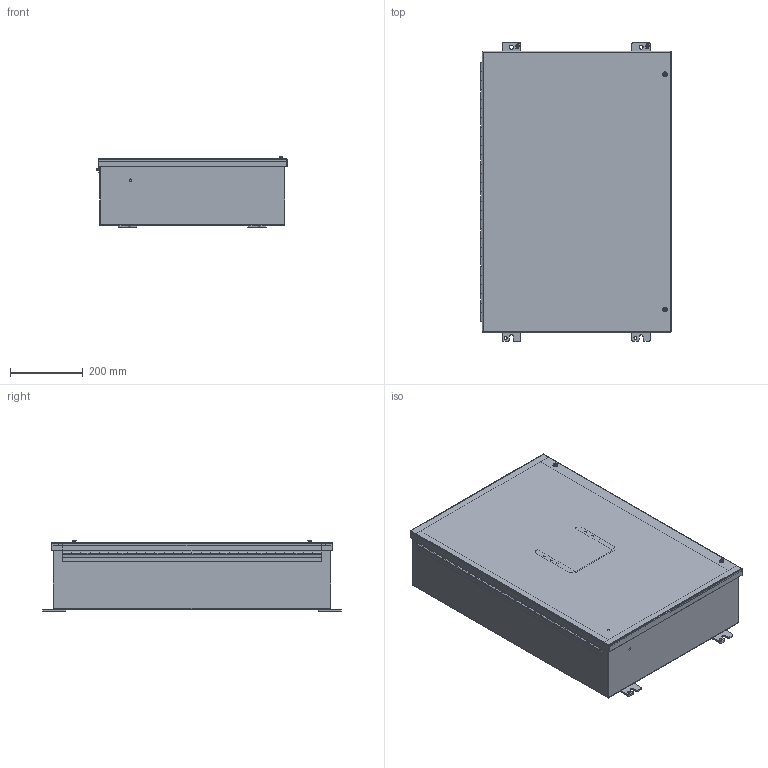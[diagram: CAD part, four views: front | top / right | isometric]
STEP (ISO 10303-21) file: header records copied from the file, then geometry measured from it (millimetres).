
FILE_DESCRIPTION (( 'STEP AP203' ), '1' );
FILE_NAME ('1418JF7_Default.step', '2019-10-31T18:02:43', ( '' ), ( '' ), 'SwSTEP 2.0', 'SolidWorks 2018', '' );
FILE_SCHEMA (( 'CONFIG_CONTROL_DESIGN' ));
Length unit declared in the file: inch
Products named in the file (1): 1418JF7_Default
Bounding box: 523.33 x 819.15 x 192.3 mm (x, y, z)
Volume: 3750954.7 mm3; surface area: 3637797.5 mm2
Topology: 32 solids, 32 shells, 996 faces, 2583 edges, 1668 vertices
Faces by surface type: plane 617, cylinder 337, bspline 30, cone 12
Entity records: 30725 total; most frequent: CARTESIAN_POINT 5933, ORIENTED_EDGE 5162, DIRECTION 5132, EDGE_CURVE 2581, LINE 1794, VECTOR 1794, AXIS2_PLACEMENT_3D 1669, VERTEX_POINT 1668
